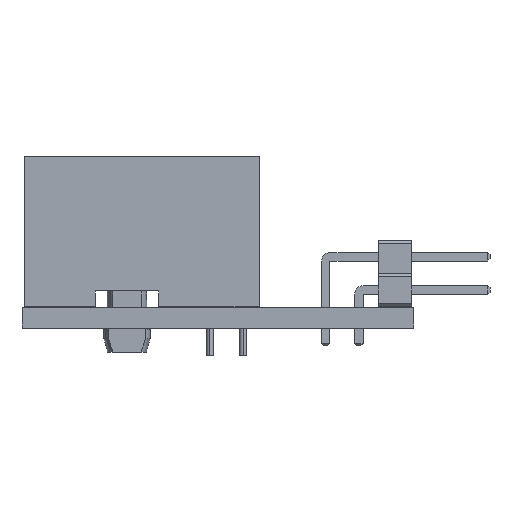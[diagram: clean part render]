
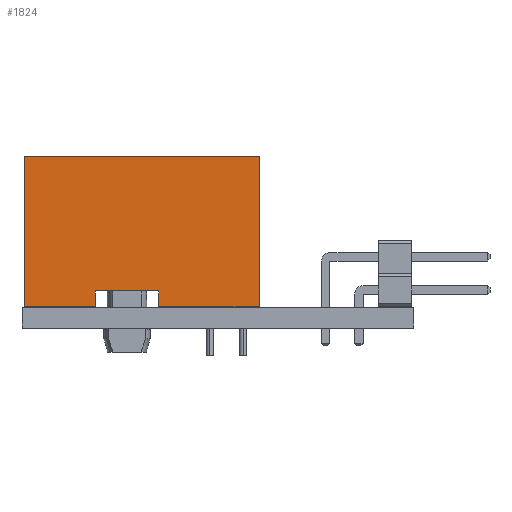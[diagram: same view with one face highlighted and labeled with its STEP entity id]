
A CAD part, front view. The second image highlights one B-rep face of the part: STEP entity #1824.
In plain terms, the highlighted face is planar.
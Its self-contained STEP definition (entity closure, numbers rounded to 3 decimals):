
#101 = VERTEX_POINT('',#102);
#102 = CARTESIAN_POINT('',(7.62,-18.,0.));
#108 = EDGE_CURVE('',#101,#109,#111,.T.);
#109 = VERTEX_POINT('',#110);
#110 = CARTESIAN_POINT('',(7.62,0.,0.));
#111 = LINE('',#112,#113);
#112 = CARTESIAN_POINT('',(7.62,-18.,0.));
#113 = VECTOR('',#114,1.);
#114 = DIRECTION('',(0.,1.,0.));
#885 = EDGE_CURVE('',#109,#886,#888,.T.);
#886 = VERTEX_POINT('',#887);
#887 = CARTESIAN_POINT('',(7.62,0.,11.5));
#888 = LINE('',#889,#890);
#889 = CARTESIAN_POINT('',(7.62,0.,0.));
#890 = VECTOR('',#891,1.);
#891 = DIRECTION('',(0.,0.,1.));
#1774 = VERTEX_POINT('',#1775);
#1775 = CARTESIAN_POINT('',(7.62,-5.46,11.5));
#1790 = EDGE_CURVE('',#1774,#886,#1791,.T.);
#1791 = LINE('',#1792,#1793);
#1792 = CARTESIAN_POINT('',(7.62,-5.46,11.5));
#1793 = VECTOR('',#1794,1.);
#1794 = DIRECTION('',(0.,1.,0.));
#1805 = EDGE_CURVE('',#1774,#1806,#1808,.T.);
#1806 = VERTEX_POINT('',#1807);
#1807 = CARTESIAN_POINT('',(7.62,-5.46,10.3));
#1808 = LINE('',#1809,#1810);
#1809 = CARTESIAN_POINT('',(7.62,-5.46,11.5));
#1810 = VECTOR('',#1811,1.);
#1811 = DIRECTION('',(0.,0.,-1.));
#1824 = ADVANCED_FACE('',(#1825),#1861,.T.);
#1825 = FACE_BOUND('',#1826,.F.);
#1826 = EDGE_LOOP('',(#1827,#1835,#1836,#1837,#1838,#1839,#1847,#1855));
#1827 = ORIENTED_EDGE('',*,*,#1828,.T.);
#1828 = EDGE_CURVE('',#1829,#1806,#1831,.T.);
#1829 = VERTEX_POINT('',#1830);
#1830 = CARTESIAN_POINT('',(7.62,-10.3,10.3));
#1831 = LINE('',#1832,#1833);
#1832 = CARTESIAN_POINT('',(7.62,-10.3,10.3));
#1833 = VECTOR('',#1834,1.);
#1834 = DIRECTION('',(0.,1.,0.));
#1835 = ORIENTED_EDGE('',*,*,#1805,.F.);
#1836 = ORIENTED_EDGE('',*,*,#1790,.T.);
#1837 = ORIENTED_EDGE('',*,*,#885,.F.);
#1838 = ORIENTED_EDGE('',*,*,#108,.F.);
#1839 = ORIENTED_EDGE('',*,*,#1840,.T.);
#1840 = EDGE_CURVE('',#101,#1841,#1843,.T.);
#1841 = VERTEX_POINT('',#1842);
#1842 = CARTESIAN_POINT('',(7.62,-18.,11.5));
#1843 = LINE('',#1844,#1845);
#1844 = CARTESIAN_POINT('',(7.62,-18.,0.));
#1845 = VECTOR('',#1846,1.);
#1846 = DIRECTION('',(0.,0.,1.));
#1847 = ORIENTED_EDGE('',*,*,#1848,.T.);
#1848 = EDGE_CURVE('',#1841,#1849,#1851,.T.);
#1849 = VERTEX_POINT('',#1850);
#1850 = CARTESIAN_POINT('',(7.62,-10.3,11.5));
#1851 = LINE('',#1852,#1853);
#1852 = CARTESIAN_POINT('',(7.62,-18.,11.5));
#1853 = VECTOR('',#1854,1.);
#1854 = DIRECTION('',(0.,1.,0.));
#1855 = ORIENTED_EDGE('',*,*,#1856,.T.);
#1856 = EDGE_CURVE('',#1849,#1829,#1857,.T.);
#1857 = LINE('',#1858,#1859);
#1858 = CARTESIAN_POINT('',(7.62,-10.3,11.5));
#1859 = VECTOR('',#1860,1.);
#1860 = DIRECTION('',(0.,0.,-1.));
#1861 = PLANE('',#1862);
#1862 = AXIS2_PLACEMENT_3D('',#1863,#1864,#1865);
#1863 = CARTESIAN_POINT('',(7.62,-18.,0.));
#1864 = DIRECTION('',(1.,0.,0.));
#1865 = DIRECTION('',(-0.,1.,0.));
